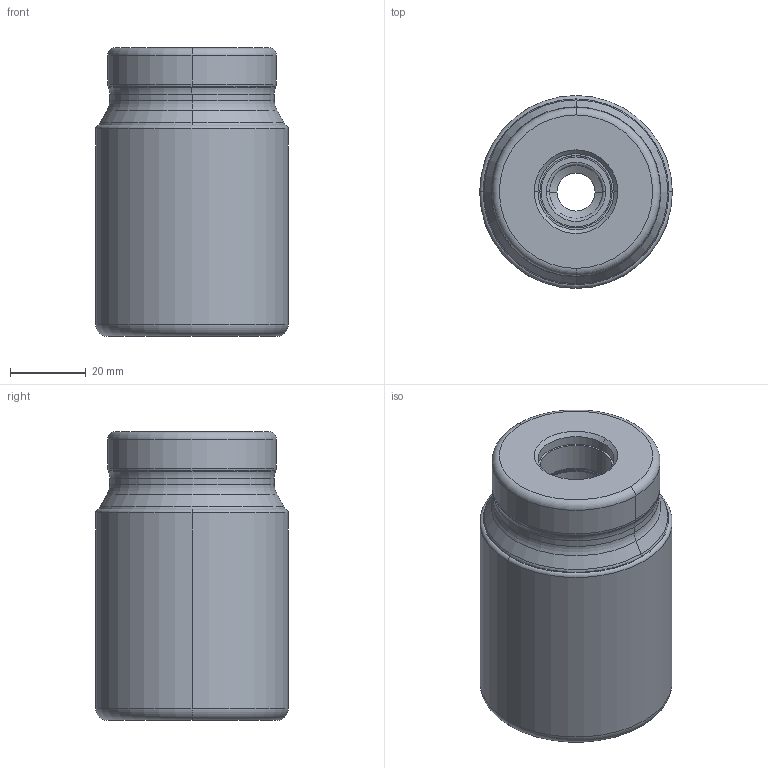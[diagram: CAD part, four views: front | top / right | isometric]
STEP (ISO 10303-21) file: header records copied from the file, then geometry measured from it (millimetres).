
FILE_DESCRIPTION(/* description */ (''),/* implementation_level */ '2;1');
FILE_NAME(/* name */ 'ASPX4UR20003AA21A15_MR3_2.stp',/* time_stamp */ '2021-07-16T16:09:11+09:00',/* author */ (''),/* organization */ (''),/* preprocessor_version */ 'ST-DEVELOPER v16',/* originating_system */ 'SIEMENS PLM Software NX 10.0',/* authorisation */ '');
FILE_SCHEMA (('AUTOMOTIVE_DESIGN { 1 0 10303 214 3 1 1 1 }'));
Length unit declared in the file: millimetre
Products named in the file (1): ASPX4UR20003AA21A15_MR3_2_ASM
Bounding box: 50.8 x 50.8 x 76.19 mm (x, y, z)
Surface area: 33759.1 mm2
Topology: 2 solids, 2 shells, 80 faces, 215 edges, 159 vertices
Faces by surface type: torus 32, cylinder 22, cone 20, plane 4, revolution 2
Entity records: 3277 total; most frequent: CARTESIAN_POINT 886, DIRECTION 568, ORIENTED_EDGE 416, AXIS2_PLACEMENT_3D 260, EDGE_CURVE 208, CIRCLE 161, VERTEX_POINT 132, EDGE_LOOP 84
